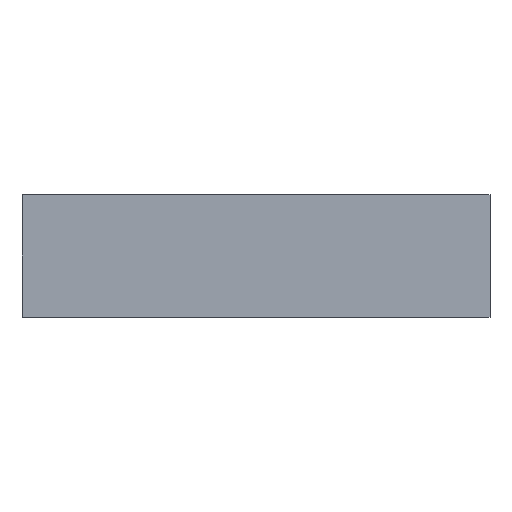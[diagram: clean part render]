
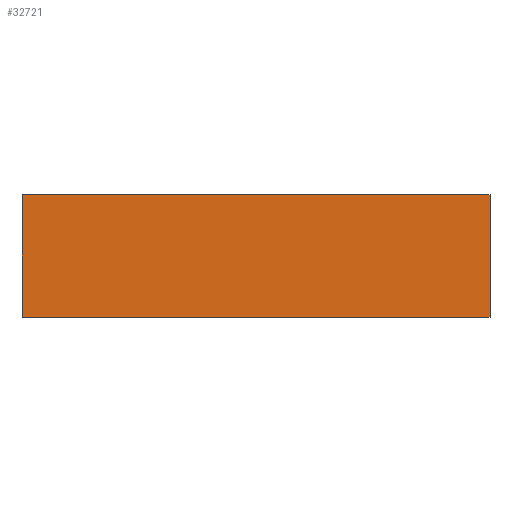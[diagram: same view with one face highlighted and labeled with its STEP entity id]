
A CAD part, front view. The second image highlights one B-rep face of the part: STEP entity #32721.
In plain terms, the highlighted planar face has unit normal (0, -1, 0).
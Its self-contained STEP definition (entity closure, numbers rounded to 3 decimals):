
#306 = VERTEX_POINT ( 'NONE', #10384 ) ;
#2875 = ORIENTED_EDGE ( 'NONE', *, *, #25169, .T. ) ;
#3678 = CARTESIAN_POINT ( 'NONE',  ( 248., -30., 65. ) ) ;
#5857 = EDGE_CURVE ( 'NONE', #23558, #27783, #26002, .T. ) ;
#6495 = CARTESIAN_POINT ( 'NONE',  ( 248., -30., -65. ) ) ;
#6732 = DIRECTION ( 'NONE',  ( 0., 0., 1. ) ) ;
#9754 = LINE ( 'NONE', #3678, #30388 ) ;
#10384 = CARTESIAN_POINT ( 'NONE',  ( -248., -30., -65. ) ) ;
#10661 = ORIENTED_EDGE ( 'NONE', *, *, #24004, .T. ) ;
#13297 = ORIENTED_EDGE ( 'NONE', *, *, #26393, .T. ) ;
#14003 = DIRECTION ( 'NONE',  ( 0., 0., -1. ) ) ;
#14287 = AXIS2_PLACEMENT_3D ( 'NONE', #27625, #24761, #14003 ) ;
#15041 = CARTESIAN_POINT ( 'NONE',  ( 248., -30., 65. ) ) ;
#16153 = PLANE ( 'NONE',  #14287 ) ;
#16287 = LINE ( 'NONE', #33326, #25909 ) ;
#16765 = DIRECTION ( 'NONE',  ( 0., 0., -1. ) ) ;
#18836 = FACE_OUTER_BOUND ( 'NONE', #32332, .T. ) ;
#19889 = VECTOR ( 'NONE', #34236, 1000. ) ;
#22208 = DIRECTION ( 'NONE',  ( 1., 0., 0. ) ) ;
#23019 = VECTOR ( 'NONE', #16765, 1000. ) ;
#23311 = VERTEX_POINT ( 'NONE', #6495 ) ;
#23558 = VERTEX_POINT ( 'NONE', #15041 ) ;
#24004 = EDGE_CURVE ( 'NONE', #27783, #306, #32549, .T. ) ;
#24761 = DIRECTION ( 'NONE',  ( 0., -1., 0. ) ) ;
#25169 = EDGE_CURVE ( 'NONE', #306, #23311, #16287, .T. ) ;
#25909 = VECTOR ( 'NONE', #22208, 1000. ) ;
#26002 = LINE ( 'NONE', #32076, #19889 ) ;
#26393 = EDGE_CURVE ( 'NONE', #23311, #23558, #9754, .T. ) ;
#26775 = CARTESIAN_POINT ( 'NONE',  ( -248., -30., 65. ) ) ;
#27625 = CARTESIAN_POINT ( 'NONE',  ( 0., -30., 0. ) ) ;
#27783 = VERTEX_POINT ( 'NONE', #26775 ) ;
#29316 = ORIENTED_EDGE ( 'NONE', *, *, #5857, .T. ) ;
#30388 = VECTOR ( 'NONE', #6732, 1000. ) ;
#32076 = CARTESIAN_POINT ( 'NONE',  ( -248., -30., 65. ) ) ;
#32332 = EDGE_LOOP ( 'NONE', ( #10661, #2875, #13297, #29316 ) ) ;
#32549 = LINE ( 'NONE', #32903, #23019 ) ;
#32721 = ADVANCED_FACE ( 'NONE', ( #18836 ), #16153, .T. ) ;
#32903 = CARTESIAN_POINT ( 'NONE',  ( -248., -30., 65. ) ) ;
#33326 = CARTESIAN_POINT ( 'NONE',  ( -248., -30., -65. ) ) ;
#34236 = DIRECTION ( 'NONE',  ( -1., 0., 0. ) ) ;
